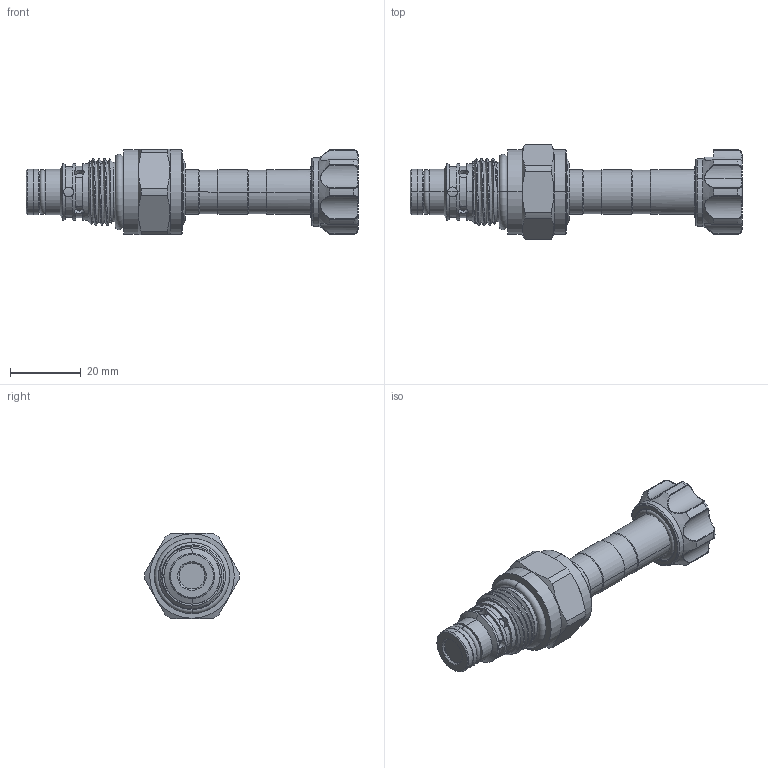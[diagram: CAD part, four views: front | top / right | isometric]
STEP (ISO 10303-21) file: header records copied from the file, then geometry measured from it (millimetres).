
FILE_DESCRIPTION (( 'STEP AP203' ), '1' );
FILE_NAME ('EP08W2A02N05.STEP', '2024-07-01T03:42:49', ( '' ), ( '' ), 'SwSTEP 2.0', 'SolidWorks 2018', '' );
FILE_SCHEMA (( 'CONFIG_CONTROL_DESIGN' ));
Length unit declared in the file: millimetre
Products named in the file (1): EP08W2A02N05
Bounding box: 93.55 x 26.66 x 24 mm (x, y, z)
Volume: 22071.3 mm3; surface area: 7248.3 mm2
Topology: 1 solids, 1 shells, 282 faces, 706 edges, 438 vertices
Faces by surface type: cylinder 137, plane 41, bspline 37, cone 36, torus 31
Entity records: 15247 total; most frequent: CARTESIAN_POINT 8811, ORIENTED_EDGE 1408, DIRECTION 1264, EDGE_CURVE 704, AXIS2_PLACEMENT_3D 534, VERTEX_POINT 438, EDGE_LOOP 298, CIRCLE 288
